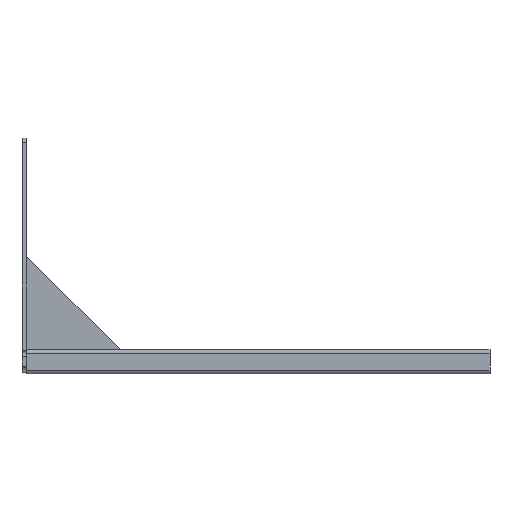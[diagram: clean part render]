
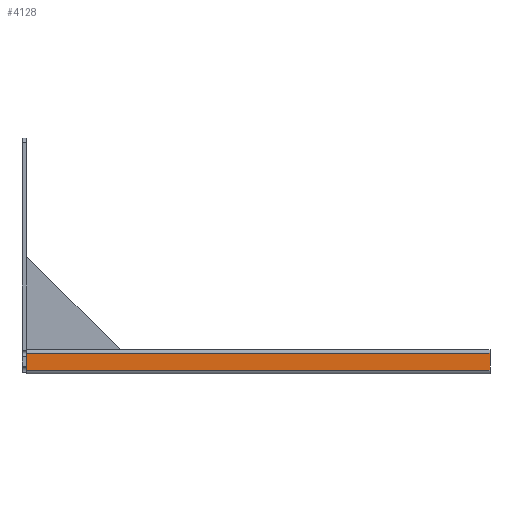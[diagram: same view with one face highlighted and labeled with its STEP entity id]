
A CAD part, left-side view. The second image highlights one B-rep face of the part: STEP entity #4128.
In plain terms, the highlighted planar face has unit normal (-1, 0, 0).
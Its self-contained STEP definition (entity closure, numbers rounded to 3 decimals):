
#77 = CARTESIAN_POINT ( 'NONE',  ( -24., -5., 2. ) ) ;
#115 = CARTESIAN_POINT ( 'NONE',  ( -24., -500., 20. ) ) ;
#144 = DIRECTION ( 'NONE',  ( 0., 1., 0. ) ) ;
#320 = FACE_OUTER_BOUND ( 'NONE', #1960, .T. ) ;
#684 = ORIENTED_EDGE ( 'NONE', *, *, #2997, .T. ) ;
#778 = DIRECTION ( 'NONE',  ( 1., 0., 0. ) ) ;
#1032 = ORIENTED_EDGE ( 'NONE', *, *, #3656, .T. ) ;
#1171 = CARTESIAN_POINT ( 'NONE',  ( -24., -500., 2. ) ) ;
#1410 = VECTOR ( 'NONE', #3952, 1000. ) ;
#1432 = CARTESIAN_POINT ( 'NONE',  ( -24., -500., 24. ) ) ;
#1455 = VERTEX_POINT ( 'NONE', #1548 ) ;
#1548 = CARTESIAN_POINT ( 'NONE',  ( -24., -5., 20. ) ) ;
#1584 = CARTESIAN_POINT ( 'NONE',  ( -24., -500., 2. ) ) ;
#1612 = CARTESIAN_POINT ( 'NONE',  ( -24., -500., 20. ) ) ;
#1723 = CARTESIAN_POINT ( 'NONE',  ( -24., -5., 24. ) ) ;
#1960 = EDGE_LOOP ( 'NONE', ( #1032, #3562, #3483, #684 ) ) ;
#2125 = CARTESIAN_POINT ( 'NONE',  ( -24., -500., 24. ) ) ;
#2175 = DIRECTION ( 'NONE',  ( 0., 1., 0. ) ) ;
#2641 = VECTOR ( 'NONE', #2175, 1000. ) ;
#2732 = LINE ( 'NONE', #1432, #3491 ) ;
#2779 = PLANE ( 'NONE',  #3586 ) ;
#2959 = VERTEX_POINT ( 'NONE', #77 ) ;
#2972 = VERTEX_POINT ( 'NONE', #1171 ) ;
#2997 = EDGE_CURVE ( 'NONE', #3077, #1455, #4288, .T. ) ;
#3036 = EDGE_CURVE ( 'NONE', #2972, #2959, #3263, .T. ) ;
#3037 = DIRECTION ( 'NONE',  ( 0., 0., -1. ) ) ;
#3077 = VERTEX_POINT ( 'NONE', #1612 ) ;
#3130 = DIRECTION ( 'NONE',  ( 0., 1., 0. ) ) ;
#3180 = VECTOR ( 'NONE', #144, 1000. ) ;
#3263 = LINE ( 'NONE', #1584, #3180 ) ;
#3483 = ORIENTED_EDGE ( 'NONE', *, *, #3694, .F. ) ;
#3491 = VECTOR ( 'NONE', #3037, 1000. ) ;
#3562 = ORIENTED_EDGE ( 'NONE', *, *, #3036, .F. ) ;
#3586 = AXIS2_PLACEMENT_3D ( 'NONE', #2125, #778, #3130 ) ;
#3656 = EDGE_CURVE ( 'NONE', #1455, #2959, #3873, .T. ) ;
#3694 = EDGE_CURVE ( 'NONE', #3077, #2972, #2732, .T. ) ;
#3873 = LINE ( 'NONE', #1723, #1410 ) ;
#3952 = DIRECTION ( 'NONE',  ( 0., 0., -1. ) ) ;
#4128 = ADVANCED_FACE ( 'NONE', ( #320 ), #2779, .F. ) ;
#4288 = LINE ( 'NONE', #115, #2641 ) ;
